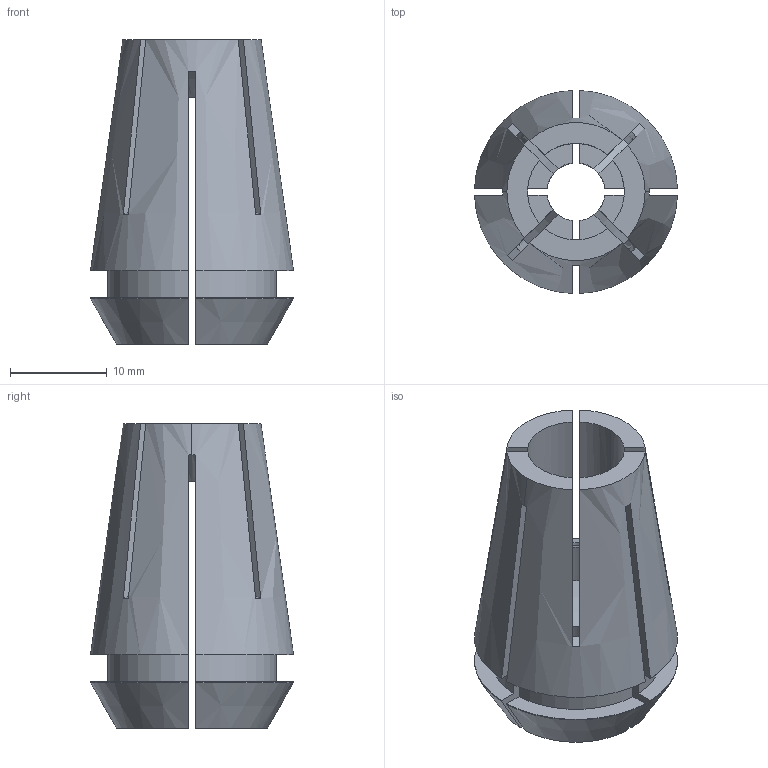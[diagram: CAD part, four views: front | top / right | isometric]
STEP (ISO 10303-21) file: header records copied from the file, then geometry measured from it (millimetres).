
FILE_DESCRIPTION (( 'STEP AP203' ), '1' );
FILE_NAME ('STP-202.127.20.06.STEP', '2017-04-07T07:14:33', ( 'user' ), ( '' ), 'SwSTEP 2.0', 'SolidWorks 2015', '' );
FILE_SCHEMA (( 'CONFIG_CONTROL_DESIGN' ));
Length unit declared in the file: millimetre
Products named in the file (1): STP-202.127.20.06
Bounding box: 20.99 x 20.99 x 31.5 mm (x, y, z)
Volume: 5540.5 mm3; surface area: 4855.6 mm2
Topology: 1 solids, 1 shells, 87 faces, 273 edges, 182 vertices
Faces by surface type: plane 44, cylinder 29, bspline 8, cone 6
Entity records: 3287 total; most frequent: CARTESIAN_POINT 793, ORIENTED_EDGE 546, DIRECTION 485, EDGE_CURVE 273, VERTEX_POINT 182, AXIS2_PLACEMENT_3D 179, LINE 127, VECTOR 127
